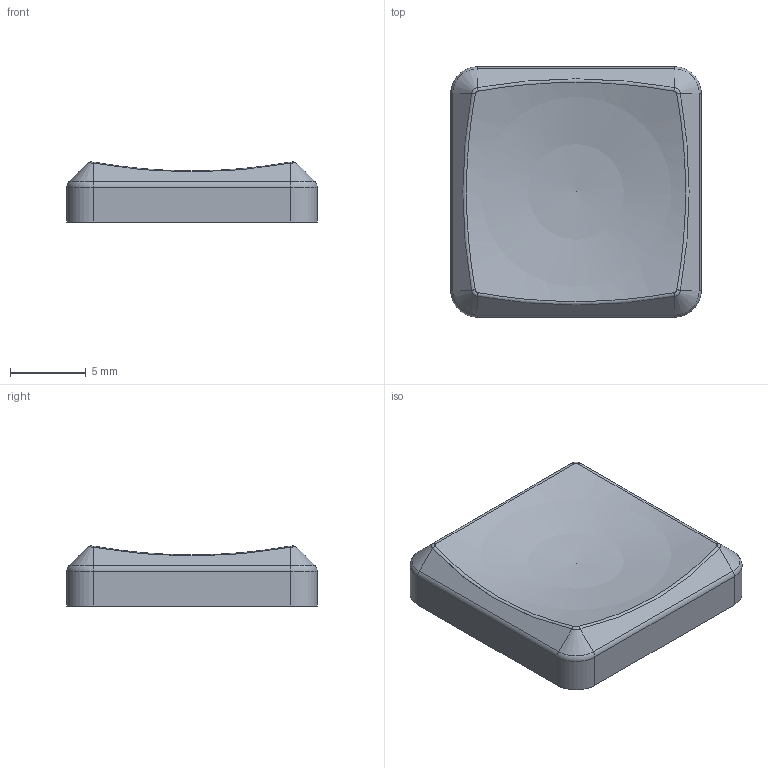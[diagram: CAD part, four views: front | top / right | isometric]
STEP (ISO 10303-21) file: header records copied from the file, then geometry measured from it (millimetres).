
FILE_DESCRIPTION(/* description */ ('STEP AP242','CAx-IF Rec.Pracs.---Representation and Presentation of Product Manufacturing Information (PMI)---4.0---2014-10-13','CAx-IF Rec.Pracs.---3D Tessellated Geometry---0.4---2014-09-14','2;1'),/* implementation_level */ '2;1');
FILE_NAME(/* name */ '6748cab7d693e459ab8cefdd',/* time_stamp */ '2024-11-28T19:55:36Z',/* author */ (''),/* organization */ (''),/* preprocessor_version */ 'ST-DEVELOPER v20',/* originating_system */ 'ONSHAPE BY PTC INC, 1.190',/* authorisation */ ' ');
FILE_SCHEMA (('AP242_MANAGED_MODEL_BASED_3D_ENGINEERING_MIM_LF { 1 0 10303 442 1 1 4 }'));
Length unit declared in the file: metre
Products named in the file (1): Keycap
Bounding box: 16.5 x 16.5 x 3.96 mm (x, y, z)
Volume: 538.6 mm3; surface area: 814.8 mm2
Topology: 1 solids, 1 shells, 71 faces, 183 edges, 114 vertices
Faces by surface type: plane 46, cylinder 8, torus 8, cone 4, bspline 4, sphere 1
Entity records: 2156 total; most frequent: CARTESIAN_POINT 432, ORIENTED_EDGE 360, DIRECTION 344, EDGE_CURVE 180, LINE 136, VECTOR 136, VERTEX_POINT 112, AXIS2_PLACEMENT_3D 104
